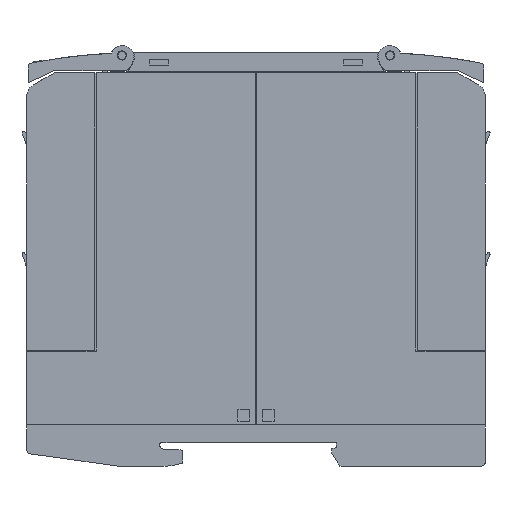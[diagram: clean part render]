
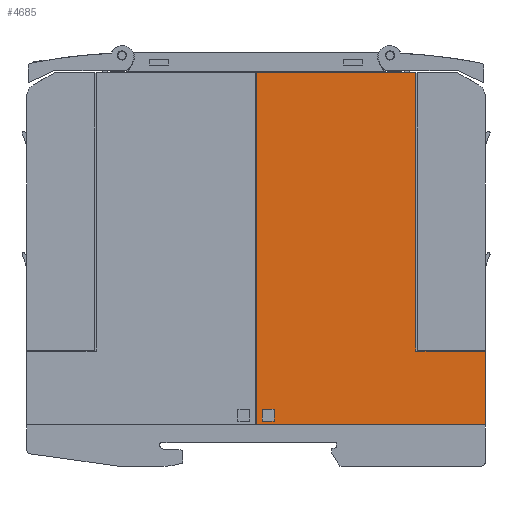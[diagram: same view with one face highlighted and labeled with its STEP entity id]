
A CAD part, left-side view. The second image highlights one B-rep face of the part: STEP entity #4685.
In plain terms, the highlighted planar face has unit normal (-1, 0, 0).
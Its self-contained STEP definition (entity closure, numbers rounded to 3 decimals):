
#4685=ADVANCED_FACE('',(#9540,#9541),#9542,.T.);
#9540=FACE_BOUND('',#14464,.T.);
#9541=FACE_OUTER_BOUND('',#14465,.T.);
#9542=PLANE('',#14466);
#14464=EDGE_LOOP('',(#29421,#29422,#29423,#29424));
#14465=EDGE_LOOP('',(#29425,#29426,#29427,#29428,#29429,#29430));
#14466=AXIS2_PLACEMENT_3D('',#29431,#29432,#29433);
#29421=ORIENTED_EDGE('',*,*,#35946,.T.);
#29422=ORIENTED_EDGE('',*,*,#35922,.T.);
#29423=ORIENTED_EDGE('',*,*,#35930,.T.);
#29424=ORIENTED_EDGE('',*,*,#35943,.T.);
#29425=ORIENTED_EDGE('',*,*,#30621,.T.);
#29426=ORIENTED_EDGE('',*,*,#35948,.T.);
#29427=ORIENTED_EDGE('',*,*,#35956,.T.);
#29428=ORIENTED_EDGE('',*,*,#35936,.F.);
#29429=ORIENTED_EDGE('',*,*,#35957,.T.);
#29430=ORIENTED_EDGE('',*,*,#35952,.T.);
#29431=CARTESIAN_POINT('',(0.0,25.98,9.001));
#29432=DIRECTION('',(-1.0,0.0,0.0));
#29433=DIRECTION('',(0.0,-1.0,0.0));
#30621=EDGE_CURVE('',#37023,#37027,#37029,.T.);
#35922=EDGE_CURVE('',#44908,#44906,#44909,.T.);
#35930=EDGE_CURVE('',#44906,#44917,#44919,.T.);
#35936=EDGE_CURVE('',#44928,#44930,#44931,.T.);
#35943=EDGE_CURVE('',#44917,#44940,#44942,.T.);
#35946=EDGE_CURVE('',#44940,#44908,#44945,.T.);
#35948=EDGE_CURVE('',#37027,#44947,#44948,.T.);
#35952=EDGE_CURVE('',#44953,#37023,#44954,.T.);
#35956=EDGE_CURVE('',#44947,#44930,#44959,.T.);
#35957=EDGE_CURVE('',#44928,#44953,#44960,.T.);
#37023=VERTEX_POINT('',#46604);
#37027=VERTEX_POINT('',#46610);
#37029=LINE('',#46613,#46614);
#44906=VERTEX_POINT('',#58381);
#44908=VERTEX_POINT('',#58384);
#44909=LINE('',#58385,#58386);
#44917=VERTEX_POINT('',#58398);
#44919=LINE('',#58401,#58402);
#44928=VERTEX_POINT('',#58414);
#44930=VERTEX_POINT('',#58417);
#44931=LINE('',#58418,#58419);
#44940=VERTEX_POINT('',#58432);
#44942=LINE('',#58435,#58436);
#44945=LINE('',#58440,#58441);
#44947=VERTEX_POINT('',#58443);
#44948=LINE('',#58444,#58445);
#44953=VERTEX_POINT('',#58452);
#44954=LINE('',#58453,#58454);
#44959=LINE('',#58461,#58462);
#44960=LINE('',#58463,#58464);
#46604=CARTESIAN_POINT('',(0.0,1.03,25.101));
#46610=CARTESIAN_POINT('',(0.0,16.13,25.101));
#46613=CARTESIAN_POINT('',(0.0,17.255,25.101));
#46614=VECTOR('',#59449,1.0);
#58381=CARTESIAN_POINT('',(0.0,47.03,12.401));
#58384=CARTESIAN_POINT('',(0.0,49.63,12.401));
#58385=CARTESIAN_POINT('',(0.0,37.155,12.401));
#58386=VECTOR('',#64371,1.0);
#58398=CARTESIAN_POINT('',(0.0,47.03,9.801));
#58401=CARTESIAN_POINT('',(0.0,47.03,10.051));
#58402=VECTOR('',#64377,1.0);
#58414=CARTESIAN_POINT('',(0.0,50.93,9.001));
#58417=CARTESIAN_POINT('',(0.0,50.93,85.801));
#58418=CARTESIAN_POINT('',(0.0,50.93,9.001));
#58419=VECTOR('',#64382,1.0);
#58432=CARTESIAN_POINT('',(0.0,49.63,9.801));
#58435=CARTESIAN_POINT('',(0.0,37.155,9.801));
#58436=VECTOR('',#64388,1.0);
#58440=CARTESIAN_POINT('',(0.0,49.63,10.051));
#58441=VECTOR('',#64390,1.0);
#58443=CARTESIAN_POINT('',(0.0,16.13,85.801));
#58444=CARTESIAN_POINT('',(0.0,16.13,32.226));
#58445=VECTOR('',#64391,1.0);
#58452=CARTESIAN_POINT('',(0.0,1.03,9.001));
#58453=CARTESIAN_POINT('',(0.0,1.03,9.001));
#58454=VECTOR('',#64394,1.0);
#58461=CARTESIAN_POINT('',(0.0,50.93,85.801));
#58462=VECTOR('',#64397,1.0);
#58463=CARTESIAN_POINT('',(0.0,50.93,9.001));
#58464=VECTOR('',#64398,1.0);
#59449=DIRECTION('',(0.0,1.0,-0.0));
#64371=DIRECTION('',(-0.0,-1.0,-0.0));
#64377=DIRECTION('',(-0.0,-0.0,-1.0));
#64382=DIRECTION('',(0.0,0.0,1.0));
#64388=DIRECTION('',(0.0,1.0,-0.0));
#64390=DIRECTION('',(0.0,0.0,1.0));
#64391=DIRECTION('',(0.0,0.0,1.0));
#64394=DIRECTION('',(0.0,0.0,1.0));
#64397=DIRECTION('',(0.0,1.0,-0.0));
#64398=DIRECTION('',(0.0,-1.0,0.0));
